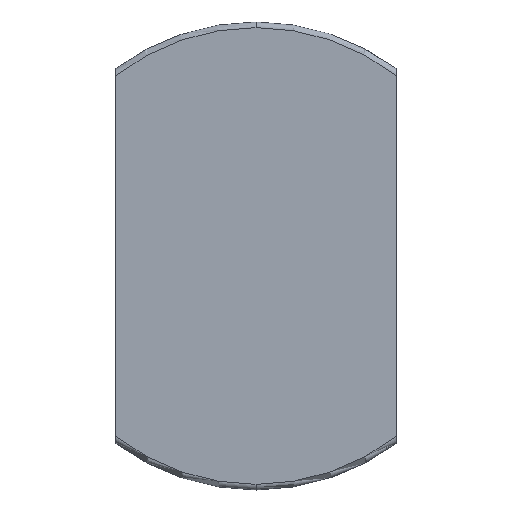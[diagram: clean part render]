
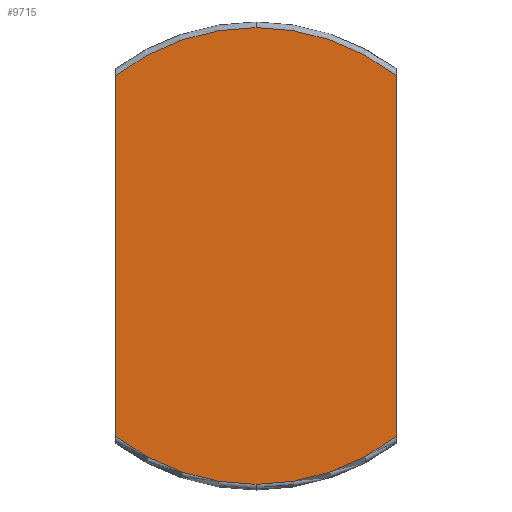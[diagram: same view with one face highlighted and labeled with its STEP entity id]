
A CAD part, front view. The second image highlights one B-rep face of the part: STEP entity #9715.
In plain terms, the highlighted planar face has unit normal (0, -1, 0).
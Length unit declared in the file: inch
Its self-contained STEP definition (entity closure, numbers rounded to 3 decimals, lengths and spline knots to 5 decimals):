
#36 = VERTEX_POINT ( 'NONE', #10050 ) ;
#308 = DIRECTION ( 'NONE',  ( 0., 0., 1. ) ) ;
#422 = CARTESIAN_POINT ( 'NONE',  ( 0., 0., 0. ) ) ;
#439 = VECTOR ( 'NONE', #1365, 39.37008 ) ;
#534 = CARTESIAN_POINT ( 'NONE',  ( 0., 0., 0.61 ) ) ;
#657 = AXIS2_PLACEMENT_3D ( 'NONE', #9820, #6827, #3133 ) ;
#831 = VECTOR ( 'NONE', #8440, 39.37008 ) ;
#905 = ORIENTED_EDGE ( 'NONE', *, *, #3899, .F. ) ;
#907 = CARTESIAN_POINT ( 'NONE',  ( 0.375, 0., 0.48112 ) ) ;
#1162 = CARTESIAN_POINT ( 'NONE',  ( 0., 0., 0. ) ) ;
#1225 = DIRECTION ( 'NONE',  ( 0., -1., 0. ) ) ;
#1242 = AXIS2_PLACEMENT_3D ( 'NONE', #8798, #4072, #2121 ) ;
#1365 = DIRECTION ( 'NONE',  ( 0., 0., -1. ) ) ;
#1523 = ORIENTED_EDGE ( 'NONE', *, *, #5877, .T. ) ;
#1624 = CIRCLE ( 'NONE', #4355, 0.61 ) ;
#1695 = CARTESIAN_POINT ( 'NONE',  ( 0.375, 0., -0.48112 ) ) ;
#2121 = DIRECTION ( 'NONE',  ( 0., 0., 1. ) ) ;
#2563 = EDGE_CURVE ( 'NONE', #36, #6924, #3943, .T. ) ;
#2732 = LINE ( 'NONE', #10221, #831 ) ;
#2747 = ORIENTED_EDGE ( 'NONE', *, *, #4956, .T. ) ;
#2869 = DIRECTION ( 'NONE',  ( 0., 0., 1. ) ) ;
#2960 = AXIS2_PLACEMENT_3D ( 'NONE', #1162, #1225, #2869 ) ;
#2971 = CARTESIAN_POINT ( 'NONE',  ( -0.375, 0., 0.48112 ) ) ;
#3133 = DIRECTION ( 'NONE',  ( 0., 0., 1. ) ) ;
#3197 = DIRECTION ( 'NONE',  ( 0., 1., 0. ) ) ;
#3250 = ORIENTED_EDGE ( 'NONE', *, *, #2563, .T. ) ;
#3467 = EDGE_CURVE ( 'NONE', #11637, #11094, #10863, .T. ) ;
#3899 = EDGE_CURVE ( 'NONE', #36, #9502, #2732, .T. ) ;
#3928 = DIRECTION ( 'NONE',  ( 1., 0., 0. ) ) ;
#3943 = CIRCLE ( 'NONE', #2960, 0.61 ) ;
#4072 = DIRECTION ( 'NONE',  ( 0., -1., 0. ) ) ;
#4178 = PLANE ( 'NONE',  #9870 ) ;
#4355 = AXIS2_PLACEMENT_3D ( 'NONE', #422, #7839, #308 ) ;
#4956 = EDGE_CURVE ( 'NONE', #6924, #11094, #1624, .T. ) ;
#5877 = EDGE_CURVE ( 'NONE', #11637, #8154, #9650, .T. ) ;
#5944 = ORIENTED_EDGE ( 'NONE', *, *, #6787, .T. ) ;
#5945 = CIRCLE ( 'NONE', #657, 0.61 ) ;
#6787 = EDGE_CURVE ( 'NONE', #8154, #9502, #5945, .T. ) ;
#6827 = DIRECTION ( 'NONE',  ( 0., -1., 0. ) ) ;
#6924 = VERTEX_POINT ( 'NONE', #8824 ) ;
#7839 = DIRECTION ( 'NONE',  ( 0., -1., 0. ) ) ;
#7863 = FACE_OUTER_BOUND ( 'NONE', #11389, .T. ) ;
#8154 = VERTEX_POINT ( 'NONE', #534 ) ;
#8440 = DIRECTION ( 'NONE',  ( 0., 0., 1. ) ) ;
#8798 = CARTESIAN_POINT ( 'NONE',  ( 0., 0., 0. ) ) ;
#8824 = CARTESIAN_POINT ( 'NONE',  ( 0., 0., -0.61 ) ) ;
#9502 = VERTEX_POINT ( 'NONE', #2971 ) ;
#9581 = ORIENTED_EDGE ( 'NONE', *, *, #3467, .F. ) ;
#9650 = CIRCLE ( 'NONE', #1242, 0.61 ) ;
#9715 = ADVANCED_FACE ( 'NONE', ( #7863 ), #4178, .F. ) ;
#9762 = CARTESIAN_POINT ( 'NONE',  ( 0.375, 0., 0.68972 ) ) ;
#9820 = CARTESIAN_POINT ( 'NONE',  ( 0., 0., 0. ) ) ;
#9870 = AXIS2_PLACEMENT_3D ( 'NONE', #11527, #3197, #3928 ) ;
#10050 = CARTESIAN_POINT ( 'NONE',  ( -0.375, 0., -0.48112 ) ) ;
#10221 = CARTESIAN_POINT ( 'NONE',  ( -0.375, 0., -0.71048 ) ) ;
#10863 = LINE ( 'NONE', #9762, #439 ) ;
#11094 = VERTEX_POINT ( 'NONE', #1695 ) ;
#11389 = EDGE_LOOP ( 'NONE', ( #5944, #905, #3250, #2747, #9581, #1523 ) ) ;
#11527 = CARTESIAN_POINT ( 'NONE',  ( 0., 0., 0. ) ) ;
#11637 = VERTEX_POINT ( 'NONE', #907 ) ;
